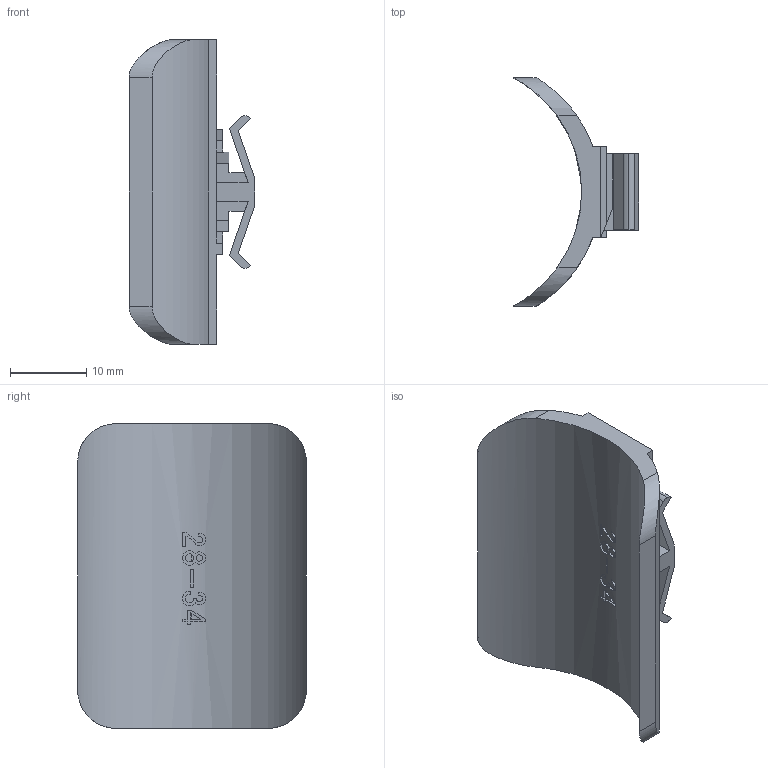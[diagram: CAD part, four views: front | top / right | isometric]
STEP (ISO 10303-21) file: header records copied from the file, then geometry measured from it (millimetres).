
FILE_DESCRIPTION((''),'2;1');
FILE_NAME('1195344','2012-08-13T',('AndreasKeweloh'),(''),'PRO/ENGINEER BY PARAMETRIC TECHNOLOGY CORPORATION, 2012130','PRO/ENGINEER BY PARAMETRIC TECHNOLOGY CORPORATION, 2012130','');
FILE_SCHEMA(('CONFIG_CONTROL_DESIGN'));
Length unit declared in the file: millimetre
Products named in the file (1): 1195344
Bounding box: 16.5 x 30 x 40 mm (x, y, z)
Volume: 3651.6 mm3; surface area: 3967 mm2
Topology: 1 solids, 1 shells, 288 faces, 826 edges, 548 vertices
Faces by surface type: plane 267, cylinder 21
Entity records: 9602 total; most frequent: CARTESIAN_POINT 2565, ORIENTED_EDGE 1652, DIRECTION 1168, EDGE_CURVE 826, VERTEX_POINT 548, VECTOR 438, LINE 438, AXIS2_PLACEMENT_3D 365
